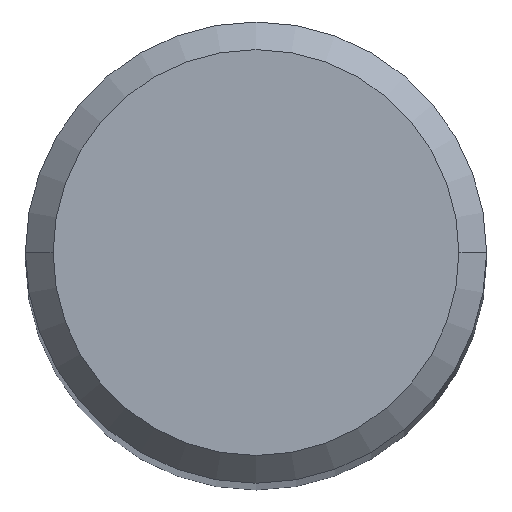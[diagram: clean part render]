
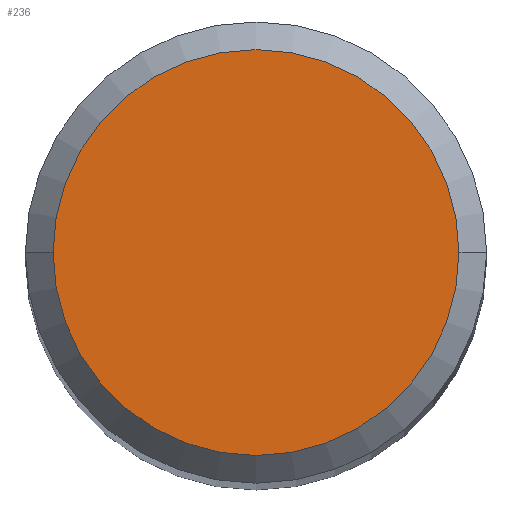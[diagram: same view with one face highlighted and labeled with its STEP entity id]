
A CAD part, top view. The second image highlights one B-rep face of the part: STEP entity #236.
In plain terms, the highlighted planar face has unit normal (0, 0, 1).
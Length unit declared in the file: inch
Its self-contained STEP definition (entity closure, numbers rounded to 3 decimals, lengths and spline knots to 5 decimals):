
#13 = CIRCLE ( 'NONE', #182, 0.11 ) ;
#17 = VERTEX_POINT ( 'NONE', #172 ) ;
#35 = DIRECTION ( 'NONE',  ( 0., 0., 1. ) ) ;
#41 = EDGE_CURVE ( 'NONE', #78, #17, #13, .T. ) ;
#59 = EDGE_CURVE ( 'NONE', #17, #78, #154, .T. ) ;
#69 = FACE_OUTER_BOUND ( 'NONE', #211, .T. ) ;
#75 = AXIS2_PLACEMENT_3D ( 'NONE', #145, #35, #149 ) ;
#78 = VERTEX_POINT ( 'NONE', #85 ) ;
#85 = CARTESIAN_POINT ( 'NONE',  ( -0.11, 0., 2.5 ) ) ;
#95 = AXIS2_PLACEMENT_3D ( 'NONE', #225, #106, #183 ) ;
#106 = DIRECTION ( 'NONE',  ( 0., 0., 1. ) ) ;
#135 = ORIENTED_EDGE ( 'NONE', *, *, #59, .T. ) ;
#140 = DIRECTION ( 'NONE',  ( 0., 0., 1. ) ) ;
#145 = CARTESIAN_POINT ( 'NONE',  ( 0., 0., 2.5 ) ) ;
#149 = DIRECTION ( 'NONE',  ( 1., 0., 0. ) ) ;
#154 = CIRCLE ( 'NONE', #95, 0.11 ) ;
#156 = ORIENTED_EDGE ( 'NONE', *, *, #41, .T. ) ;
#172 = CARTESIAN_POINT ( 'NONE',  ( 0.11, 0., 2.5 ) ) ;
#182 = AXIS2_PLACEMENT_3D ( 'NONE', #239, #140, #197 ) ;
#183 = DIRECTION ( 'NONE',  ( 1., 0., 0. ) ) ;
#197 = DIRECTION ( 'NONE',  ( 1., 0., 0. ) ) ;
#211 = EDGE_LOOP ( 'NONE', ( #156, #135 ) ) ;
#225 = CARTESIAN_POINT ( 'NONE',  ( 0., 0., 2.5 ) ) ;
#236 = ADVANCED_FACE ( 'NONE', ( #69 ), #249, .T. ) ;
#239 = CARTESIAN_POINT ( 'NONE',  ( 0., 0., 2.5 ) ) ;
#249 = PLANE ( 'NONE',  #75 ) ;
